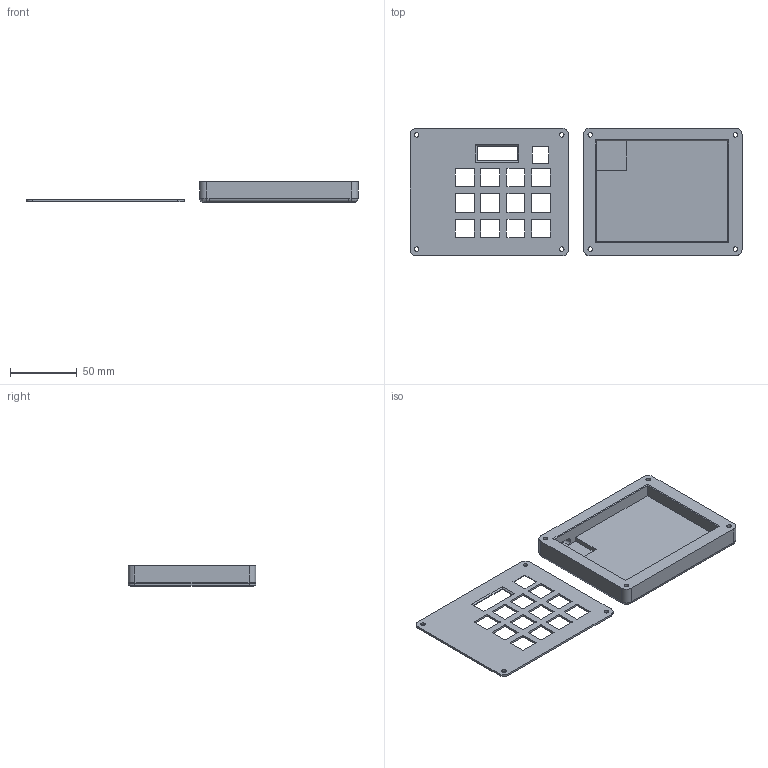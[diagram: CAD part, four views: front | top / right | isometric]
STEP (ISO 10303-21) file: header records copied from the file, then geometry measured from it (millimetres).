
FILE_DESCRIPTION(/* description */ ('KiCad electronic assembly'),/* implementation_level */ '2;1');
FILE_NAME(/* name */ 'case.step',/* time_stamp */ '2026-01-31T16:02:51+02:00',/* author */ (''),/* organization */ (''),/* preprocessor_version */ 'ST-DEVELOPER v20.1',/* originating_system */ 'Autodesk Translation Framework v14.24.0.0',/* authorisation */ '');
FILE_SCHEMA (('AUTOMOTIVE_DESIGN { 1 0 10303 214 3 1 1 }'));
Length unit declared in the file: millimetre
Products named in the file (1): 2026-01-31-00-52-05-113
Bounding box: 248.64 x 95.7 x 15.5 mm (x, y, z)
Volume: 109595.9 mm3; surface area: 51872.8 mm2
Topology: 2 solids, 2 shells, 187 faces, 522 edges, 338 vertices
Faces by surface type: plane 99, cylinder 84, bspline 4
Full cylindrical faces by diameter (mm): 3.4 x8, 6 x4
Entity records: 6193 total; most frequent: CARTESIAN_POINT 1152, DIRECTION 1054, ORIENTED_EDGE 1044, EDGE_CURVE 522, AXIS2_PLACEMENT_3D 356, LINE 342, VECTOR 342, VERTEX_POINT 338
